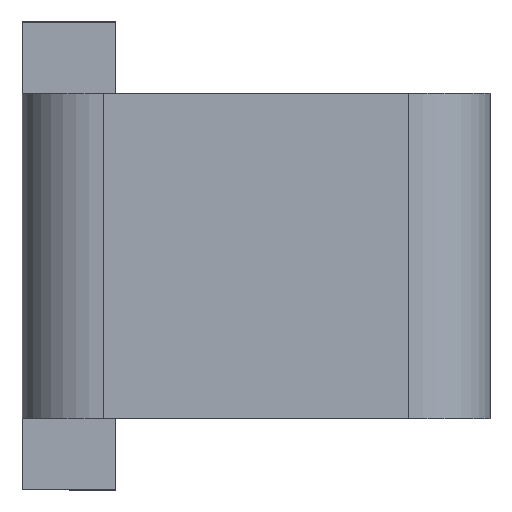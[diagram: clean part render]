
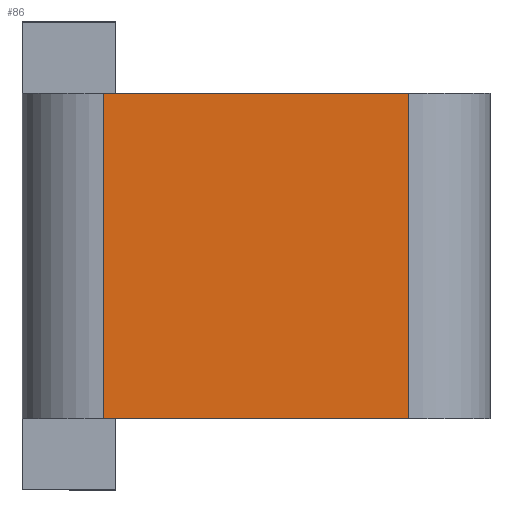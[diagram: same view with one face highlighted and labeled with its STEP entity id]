
A CAD part, left-side view. The second image highlights one B-rep face of the part: STEP entity #86.
In plain terms, the highlighted planar face has unit normal (-1, 0, 0).
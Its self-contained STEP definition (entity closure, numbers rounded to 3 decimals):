
#25 = FACE_OUTER_BOUND ( 'NONE', #160, .T. ) ;
#37 = CARTESIAN_POINT ( 'NONE',  ( -0.8, 0.375, 0.4 ) ) ;
#57 = LINE ( 'NONE', #217, #594 ) ;
#80 = LINE ( 'NONE', #311, #612 ) ;
#86 = ADVANCED_FACE ( 'NONE', ( #25 ), #422, .F. ) ;
#160 = EDGE_LOOP ( 'NONE', ( #203, #622, #538, #834 ) ) ;
#171 = VERTEX_POINT ( 'NONE', #354 ) ;
#187 = AXIS2_PLACEMENT_3D ( 'NONE', #37, #335, #642 ) ;
#203 = ORIENTED_EDGE ( 'NONE', *, *, #543, .T. ) ;
#208 = CARTESIAN_POINT ( 'NONE',  ( -0.8, -0.375, -0.4 ) ) ;
#212 = CARTESIAN_POINT ( 'NONE',  ( -0.8, 0.375, 0.4 ) ) ;
#217 = CARTESIAN_POINT ( 'NONE',  ( -0.8, 0.375, -0.4 ) ) ;
#218 = CARTESIAN_POINT ( 'NONE',  ( -0.8, 0.375, -0.4 ) ) ;
#311 = CARTESIAN_POINT ( 'NONE',  ( -0.8, -0.375, 0.4 ) ) ;
#335 = DIRECTION ( 'NONE',  ( 1., 0., 0. ) ) ;
#351 = VERTEX_POINT ( 'NONE', #918 ) ;
#354 = CARTESIAN_POINT ( 'NONE',  ( -0.8, 0.375, 0.4 ) ) ;
#356 = DIRECTION ( 'NONE',  ( 0., 0., -1. ) ) ;
#361 = EDGE_CURVE ( 'NONE', #351, #932, #80, .T. ) ;
#415 = VECTOR ( 'NONE', #458, 1000. ) ;
#422 = PLANE ( 'NONE',  #187 ) ;
#446 = DIRECTION ( 'NONE',  ( 0., -1., 0. ) ) ;
#458 = DIRECTION ( 'NONE',  ( 0., -1., 0. ) ) ;
#534 = VECTOR ( 'NONE', #356, 1000. ) ;
#538 = ORIENTED_EDGE ( 'NONE', *, *, #583, .F. ) ;
#543 = EDGE_CURVE ( 'NONE', #978, #932, #57, .T. ) ;
#583 = EDGE_CURVE ( 'NONE', #171, #351, #986, .T. ) ;
#594 = VECTOR ( 'NONE', #446, 1000. ) ;
#612 = VECTOR ( 'NONE', #943, 1000. ) ;
#622 = ORIENTED_EDGE ( 'NONE', *, *, #361, .F. ) ;
#642 = DIRECTION ( 'NONE',  ( 0., 0., -1. ) ) ;
#745 = LINE ( 'NONE', #903, #534 ) ;
#834 = ORIENTED_EDGE ( 'NONE', *, *, #970, .T. ) ;
#903 = CARTESIAN_POINT ( 'NONE',  ( -0.8, 0.375, 0.4 ) ) ;
#918 = CARTESIAN_POINT ( 'NONE',  ( -0.8, -0.375, 0.4 ) ) ;
#932 = VERTEX_POINT ( 'NONE', #208 ) ;
#943 = DIRECTION ( 'NONE',  ( 0., 0., -1. ) ) ;
#970 = EDGE_CURVE ( 'NONE', #171, #978, #745, .T. ) ;
#978 = VERTEX_POINT ( 'NONE', #218 ) ;
#986 = LINE ( 'NONE', #212, #415 ) ;
